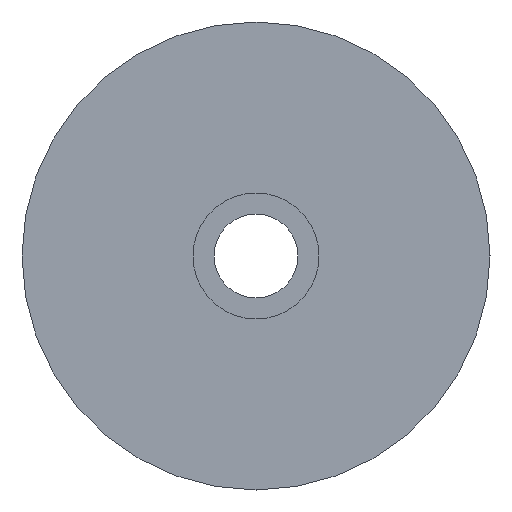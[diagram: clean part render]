
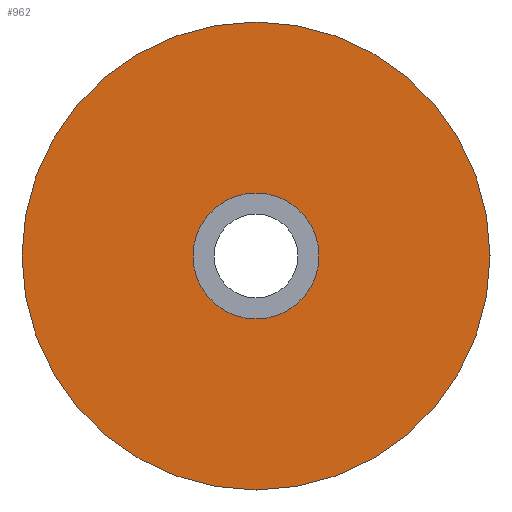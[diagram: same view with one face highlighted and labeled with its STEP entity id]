
A CAD part, front view. The second image highlights one B-rep face of the part: STEP entity #962.
In plain terms, the highlighted planar face has unit normal (0, -1, 0).
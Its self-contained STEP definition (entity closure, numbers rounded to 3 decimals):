
#26 = EDGE_CURVE ( 'NONE', #63, #551, #445, .T. ) ;
#41 = DIRECTION ( 'NONE',  ( 0., 1., 0. ) ) ;
#53 = EDGE_LOOP ( 'NONE', ( #1971, #778 ) ) ;
#63 = VERTEX_POINT ( 'NONE', #1801 ) ;
#101 = FACE_OUTER_BOUND ( 'NONE', #53, .T. ) ;
#128 = FACE_BOUND ( 'NONE', #2384, .T. ) ;
#195 = CARTESIAN_POINT ( 'NONE',  ( 0., 0., 0. ) ) ;
#270 = DIRECTION ( 'NONE',  ( -1., 0., 0. ) ) ;
#276 = AXIS2_PLACEMENT_3D ( 'NONE', #999, #41, #435 ) ;
#435 = DIRECTION ( 'NONE',  ( -1., 0., 0. ) ) ;
#445 = CIRCLE ( 'NONE', #276, 11.15 ) ;
#536 = DIRECTION ( 'NONE',  ( 0., 0., -1. ) ) ;
#551 = VERTEX_POINT ( 'NONE', #1294 ) ;
#599 = DIRECTION ( 'NONE',  ( -1., 0., 0. ) ) ;
#664 = DIRECTION ( 'NONE',  ( 0., 1., 0. ) ) ;
#697 = DIRECTION ( 'NONE',  ( 0., 0., -1. ) ) ;
#737 = AXIS2_PLACEMENT_3D ( 'NONE', #861, #664, #270 ) ;
#778 = ORIENTED_EDGE ( 'NONE', *, *, #26, .F. ) ;
#861 = CARTESIAN_POINT ( 'NONE',  ( 0., 0., 0. ) ) ;
#962 = ADVANCED_FACE ( 'NONE', ( #128, #101 ), #998, .F. ) ;
#998 = PLANE ( 'NONE',  #1466 ) ;
#999 = CARTESIAN_POINT ( 'NONE',  ( 0., 0., 0. ) ) ;
#1052 = CARTESIAN_POINT ( 'NONE',  ( 0., 0., 3. ) ) ;
#1053 = EDGE_CURVE ( 'NONE', #551, #63, #2369, .T. ) ;
#1194 = AXIS2_PLACEMENT_3D ( 'NONE', #1510, #2513, #536 ) ;
#1281 = CARTESIAN_POINT ( 'NONE',  ( 0., 0., 0. ) ) ;
#1294 = CARTESIAN_POINT ( 'NONE',  ( -11.15, 0., 0. ) ) ;
#1447 = CIRCLE ( 'NONE', #2134, 3. ) ;
#1466 = AXIS2_PLACEMENT_3D ( 'NONE', #195, #1981, #599 ) ;
#1510 = CARTESIAN_POINT ( 'NONE',  ( 0., 0., 0. ) ) ;
#1712 = VERTEX_POINT ( 'NONE', #1052 ) ;
#1801 = CARTESIAN_POINT ( 'NONE',  ( 11.15, 0., 0. ) ) ;
#1805 = ORIENTED_EDGE ( 'NONE', *, *, #2500, .F. ) ;
#1807 = EDGE_CURVE ( 'NONE', #2002, #1712, #1447, .T. ) ;
#1875 = DIRECTION ( 'NONE',  ( 0., -1., 0. ) ) ;
#1942 = ORIENTED_EDGE ( 'NONE', *, *, #1807, .F. ) ;
#1971 = ORIENTED_EDGE ( 'NONE', *, *, #1053, .F. ) ;
#1981 = DIRECTION ( 'NONE',  ( 0., 1., 0. ) ) ;
#2002 = VERTEX_POINT ( 'NONE', #2396 ) ;
#2134 = AXIS2_PLACEMENT_3D ( 'NONE', #1281, #1875, #697 ) ;
#2369 = CIRCLE ( 'NONE', #737, 11.15 ) ;
#2384 = EDGE_LOOP ( 'NONE', ( #1942, #1805 ) ) ;
#2396 = CARTESIAN_POINT ( 'NONE',  ( 0., 0., -3. ) ) ;
#2500 = EDGE_CURVE ( 'NONE', #1712, #2002, #2536, .T. ) ;
#2513 = DIRECTION ( 'NONE',  ( 0., -1., 0. ) ) ;
#2536 = CIRCLE ( 'NONE', #1194, 3. ) ;
